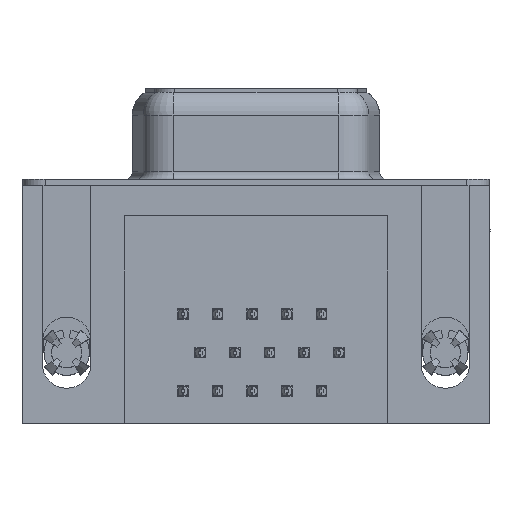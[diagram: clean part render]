
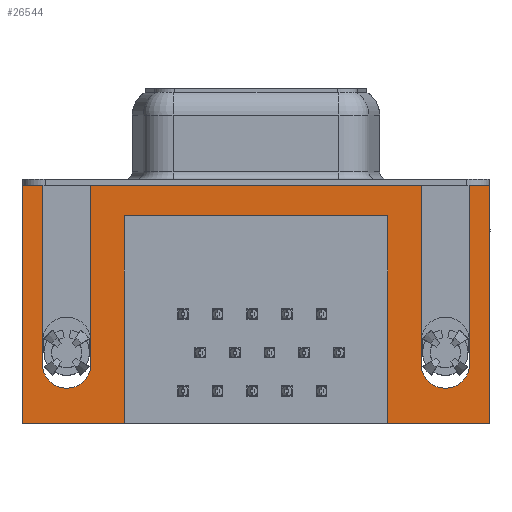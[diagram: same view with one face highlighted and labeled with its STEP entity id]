
A CAD part, front view. The second image highlights one B-rep face of the part: STEP entity #26544.
In plain terms, the highlighted planar face has unit normal (0, -1, 0).
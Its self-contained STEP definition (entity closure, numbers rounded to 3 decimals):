
#325 = DIRECTION ( 'NONE',  ( -1., 0., 0. ) ) ;
#379 = CARTESIAN_POINT ( 'NONE',  ( -2.91, -6.275, 0. ) ) ;
#384 = AXIS2_PLACEMENT_3D ( 'NONE', #17275, #19952, #4189 ) ;
#407 = CARTESIAN_POINT ( 'NONE',  ( 23.39, -6.275, 0. ) ) ;
#735 = CARTESIAN_POINT ( 'NONE',  ( 1.6, -6.275, -11.78 ) ) ;
#1397 = ORIENTED_EDGE ( 'NONE', *, *, #30064, .F. ) ;
#1812 = VECTOR ( 'NONE', #5529, 1000. ) ;
#2019 = VECTOR ( 'NONE', #3687, 1000. ) ;
#2630 = LINE ( 'NONE', #31640, #1812 ) ;
#2697 = LINE ( 'NONE', #16568, #29743 ) ;
#2936 = EDGE_CURVE ( 'NONE', #31535, #7760, #7491, .T. ) ;
#3147 = EDGE_CURVE ( 'NONE', #21435, #20324, #11179, .T. ) ;
#3236 = ORIENTED_EDGE ( 'NONE', *, *, #20385, .F. ) ;
#3687 = DIRECTION ( 'NONE',  ( -1., 0., 0. ) ) ;
#3768 = DIRECTION ( 'NONE',  ( 1., 0., 0. ) ) ;
#4189 = DIRECTION ( 'NONE',  ( 0., 0., -1. ) ) ;
#4242 = CARTESIAN_POINT ( 'NONE',  ( -2.91, -6.275, 0. ) ) ;
#4474 = DIRECTION ( 'NONE',  ( 0., 0., 1. ) ) ;
#4803 = CARTESIAN_POINT ( 'NONE',  ( 0., -6.275, -11.78 ) ) ;
#4953 = VECTOR ( 'NONE', #19290, 1000. ) ;
#5082 = CARTESIAN_POINT ( 'NONE',  ( -1.6, -6.275, 0. ) ) ;
#5529 = DIRECTION ( 'NONE',  ( 1., 0., 0. ) ) ;
#5698 = DIRECTION ( 'NONE',  ( 0., 0., -1. ) ) ;
#6270 = EDGE_CURVE ( 'NONE', #16468, #21435, #14698, .T. ) ;
#6495 = ORIENTED_EDGE ( 'NONE', *, *, #31293, .F. ) ;
#7356 = CARTESIAN_POINT ( 'NONE',  ( 3.79, -6.275, -2. ) ) ;
#7428 = DIRECTION ( 'NONE',  ( 1., 0., 0. ) ) ;
#7491 = CIRCLE ( 'NONE', #15795, 1.6 ) ;
#7735 = VECTOR ( 'NONE', #8282, 1000. ) ;
#7760 = VERTEX_POINT ( 'NONE', #735 ) ;
#7923 = CARTESIAN_POINT ( 'NONE',  ( 24.99, -6.275, -11.78 ) ) ;
#8189 = LINE ( 'NONE', #14154, #2019 ) ;
#8282 = DIRECTION ( 'NONE',  ( 0., 0., 1. ) ) ;
#8760 = ORIENTED_EDGE ( 'NONE', *, *, #21737, .F. ) ;
#9270 = ORIENTED_EDGE ( 'NONE', *, *, #6270, .F. ) ;
#9541 = LINE ( 'NONE', #12610, #22684 ) ;
#10133 = VECTOR ( 'NONE', #5698, 1000. ) ;
#10387 = CARTESIAN_POINT ( 'NONE',  ( 27.9, -6.275, -15.7 ) ) ;
#10551 = DIRECTION ( 'NONE',  ( -1., 0., 0. ) ) ;
#10797 = VERTEX_POINT ( 'NONE', #11999 ) ;
#11116 = VECTOR ( 'NONE', #14689, 1000. ) ;
#11144 = ORIENTED_EDGE ( 'NONE', *, *, #3147, .F. ) ;
#11179 = LINE ( 'NONE', #21324, #17325 ) ;
#11999 = CARTESIAN_POINT ( 'NONE',  ( 1.6, -6.275, 0. ) ) ;
#12507 = ORIENTED_EDGE ( 'NONE', *, *, #2936, .F. ) ;
#12610 = CARTESIAN_POINT ( 'NONE',  ( -2.91, -6.275, -2.5 ) ) ;
#13282 = CARTESIAN_POINT ( 'NONE',  ( 23.39, -6.275, -11.78 ) ) ;
#13550 = VERTEX_POINT ( 'NONE', #16410 ) ;
#13607 = LINE ( 'NONE', #379, #21421 ) ;
#13645 = CIRCLE ( 'NONE', #27703, 1.6 ) ;
#14058 = VERTEX_POINT ( 'NONE', #15684 ) ;
#14132 = LINE ( 'NONE', #31204, #28037 ) ;
#14154 = CARTESIAN_POINT ( 'NONE',  ( 27.9, -6.275, -15.7 ) ) ;
#14440 = CARTESIAN_POINT ( 'NONE',  ( 26.59, -6.275, 0. ) ) ;
#14689 = DIRECTION ( 'NONE',  ( 1., 0., 0. ) ) ;
#14698 = LINE ( 'NONE', #31792, #7735 ) ;
#15231 = DIRECTION ( 'NONE',  ( 0., 0., 1. ) ) ;
#15684 = CARTESIAN_POINT ( 'NONE',  ( 3.79, -6.275, -15.7 ) ) ;
#15795 = AXIS2_PLACEMENT_3D ( 'NONE', #4803, #23134, #7428 ) ;
#15799 = VERTEX_POINT ( 'NONE', #22788 ) ;
#16143 = VERTEX_POINT ( 'NONE', #24355 ) ;
#16158 = LINE ( 'NONE', #29686, #23970 ) ;
#16410 = CARTESIAN_POINT ( 'NONE',  ( 26.59, -6.275, -11.78 ) ) ;
#16468 = VERTEX_POINT ( 'NONE', #20676 ) ;
#16524 = VERTEX_POINT ( 'NONE', #5082 ) ;
#16568 = CARTESIAN_POINT ( 'NONE',  ( -1.6, -6.275, 0. ) ) ;
#16647 = CARTESIAN_POINT ( 'NONE',  ( 27.9, -6.275, -15.7 ) ) ;
#16743 = EDGE_CURVE ( 'NONE', #15799, #16524, #32832, .T. ) ;
#17253 = LINE ( 'NONE', #16647, #4953 ) ;
#17275 = CARTESIAN_POINT ( 'NONE',  ( -2.91, -6.275, -2.5 ) ) ;
#17325 = VECTOR ( 'NONE', #325, 1000. ) ;
#17566 = ORIENTED_EDGE ( 'NONE', *, *, #16743, .F. ) ;
#18998 = ORIENTED_EDGE ( 'NONE', *, *, #30278, .F. ) ;
#19290 = DIRECTION ( 'NONE',  ( -1., 0., 0. ) ) ;
#19598 = LINE ( 'NONE', #407, #10133 ) ;
#19952 = DIRECTION ( 'NONE',  ( 0., -1., 0. ) ) ;
#20228 = ORIENTED_EDGE ( 'NONE', *, *, #22735, .F. ) ;
#20324 = VERTEX_POINT ( 'NONE', #31164 ) ;
#20385 = EDGE_CURVE ( 'NONE', #20613, #13550, #13645, .T. ) ;
#20613 = VERTEX_POINT ( 'NONE', #13282 ) ;
#20676 = CARTESIAN_POINT ( 'NONE',  ( 21.2, -6.275, -15.7 ) ) ;
#20985 = LINE ( 'NONE', #25428, #27079 ) ;
#21117 = ORIENTED_EDGE ( 'NONE', *, *, #30548, .F. ) ;
#21247 = EDGE_LOOP ( 'NONE', ( #18998, #3236, #27890, #24501, #1397, #12507, #25183, #17566, #6495, #8760, #21117, #11144, #9270, #20228, #31530, #29104 ) ) ;
#21324 = CARTESIAN_POINT ( 'NONE',  ( 3.79, -6.275, -2. ) ) ;
#21421 = VECTOR ( 'NONE', #3768, 1000. ) ;
#21435 = VERTEX_POINT ( 'NONE', #30293 ) ;
#21737 = EDGE_CURVE ( 'NONE', #14058, #28660, #17253, .T. ) ;
#22684 = VECTOR ( 'NONE', #15231, 1000. ) ;
#22735 = EDGE_CURVE ( 'NONE', #31838, #16468, #8189, .T. ) ;
#22788 = CARTESIAN_POINT ( 'NONE',  ( -2.91, -6.275, 0. ) ) ;
#23134 = DIRECTION ( 'NONE',  ( 0., -1., 0. ) ) ;
#23439 = VERTEX_POINT ( 'NONE', #14440 ) ;
#23471 = VERTEX_POINT ( 'NONE', #27920 ) ;
#23970 = VECTOR ( 'NONE', #32349, 1000. ) ;
#24350 = VECTOR ( 'NONE', #28273, 1000. ) ;
#24355 = CARTESIAN_POINT ( 'NONE',  ( 27.9, -6.275, 0. ) ) ;
#24501 = ORIENTED_EDGE ( 'NONE', *, *, #29065, .F. ) ;
#24854 = CARTESIAN_POINT ( 'NONE',  ( -1.6, -6.275, -11.78 ) ) ;
#25164 = LINE ( 'NONE', #7356, #24350 ) ;
#25183 = ORIENTED_EDGE ( 'NONE', *, *, #27896, .F. ) ;
#25319 = FACE_OUTER_BOUND ( 'NONE', #21247, .T. ) ;
#25428 = CARTESIAN_POINT ( 'NONE',  ( 27.9, -6.275, -2.5 ) ) ;
#26242 = DIRECTION ( 'NONE',  ( 0., -1., 0. ) ) ;
#26544 = ADVANCED_FACE ( 'NONE', ( #25319 ), #32968, .T. ) ;
#26958 = EDGE_CURVE ( 'NONE', #23471, #20613, #19598, .T. ) ;
#27079 = VECTOR ( 'NONE', #4474, 1000. ) ;
#27703 = AXIS2_PLACEMENT_3D ( 'NONE', #7923, #26242, #10551 ) ;
#27890 = ORIENTED_EDGE ( 'NONE', *, *, #26958, .F. ) ;
#27896 = EDGE_CURVE ( 'NONE', #16524, #31535, #2697, .T. ) ;
#27920 = CARTESIAN_POINT ( 'NONE',  ( 23.39, -6.275, 0. ) ) ;
#28037 = VECTOR ( 'NONE', #28546, 1000. ) ;
#28273 = DIRECTION ( 'NONE',  ( 0., 0., -1. ) ) ;
#28546 = DIRECTION ( 'NONE',  ( 0., 0., 1. ) ) ;
#28660 = VERTEX_POINT ( 'NONE', #29677 ) ;
#29065 = EDGE_CURVE ( 'NONE', #10797, #23471, #2630, .T. ) ;
#29104 = ORIENTED_EDGE ( 'NONE', *, *, #32388, .F. ) ;
#29677 = CARTESIAN_POINT ( 'NONE',  ( -2.91, -6.275, -15.7 ) ) ;
#29686 = CARTESIAN_POINT ( 'NONE',  ( 26.59, -6.275, 0. ) ) ;
#29743 = VECTOR ( 'NONE', #32270, 1000. ) ;
#30064 = EDGE_CURVE ( 'NONE', #7760, #10797, #14132, .T. ) ;
#30278 = EDGE_CURVE ( 'NONE', #13550, #23439, #16158, .T. ) ;
#30293 = CARTESIAN_POINT ( 'NONE',  ( 21.2, -6.275, -2. ) ) ;
#30548 = EDGE_CURVE ( 'NONE', #20324, #14058, #25164, .T. ) ;
#31164 = CARTESIAN_POINT ( 'NONE',  ( 3.79, -6.275, -2. ) ) ;
#31204 = CARTESIAN_POINT ( 'NONE',  ( 1.6, -6.275, 0. ) ) ;
#31293 = EDGE_CURVE ( 'NONE', #28660, #15799, #9541, .T. ) ;
#31530 = ORIENTED_EDGE ( 'NONE', *, *, #32564, .T. ) ;
#31535 = VERTEX_POINT ( 'NONE', #24854 ) ;
#31640 = CARTESIAN_POINT ( 'NONE',  ( -2.91, -6.275, 0. ) ) ;
#31792 = CARTESIAN_POINT ( 'NONE',  ( 21.2, -6.275, -2. ) ) ;
#31838 = VERTEX_POINT ( 'NONE', #10387 ) ;
#32270 = DIRECTION ( 'NONE',  ( 0., 0., -1. ) ) ;
#32349 = DIRECTION ( 'NONE',  ( 0., 0., 1. ) ) ;
#32388 = EDGE_CURVE ( 'NONE', #23439, #16143, #13607, .T. ) ;
#32564 = EDGE_CURVE ( 'NONE', #31838, #16143, #20985, .T. ) ;
#32832 = LINE ( 'NONE', #4242, #11116 ) ;
#32968 = PLANE ( 'NONE',  #384 ) ;
